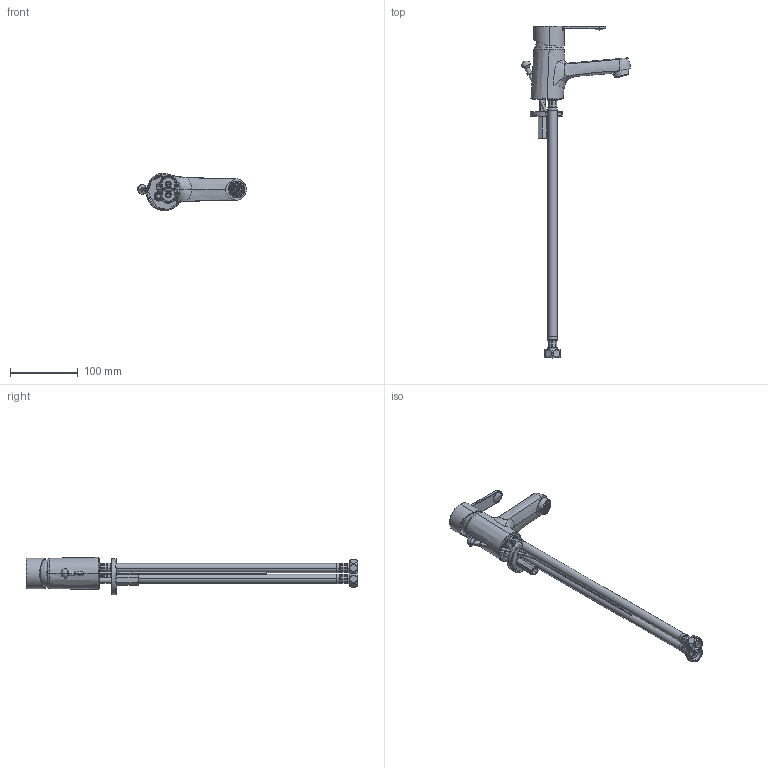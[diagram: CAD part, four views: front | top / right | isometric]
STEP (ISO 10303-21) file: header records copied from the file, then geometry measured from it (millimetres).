
FILE_DESCRIPTION((''),'2;1');
FILE_NAME('SIMPLE_SINGLE_HOLE_SHORT_MOUTH_ASM','2018-08-16T',('10114256'),(''),'CREO PARAMETRIC BY PTC INC, 2014440','CREO PARAMETRIC BY PTC INC, 2014440','');
FILE_SCHEMA(('CONFIG_CONTROL_DESIGN'));
Products named in the file (26): 1580027550; 158B950189_BODY; 158B950189_PIVOT; 158B950189_O-RING; 158B950189_WASHER; 158B950189_ASM; 1581020150; 1585000399; 1581171499; 1585001899_ASM; 1580660099; 1580743950; 1581650350; 158A917376; 1580960444; HANDLE_ASSEM_ASM; 1595396550; 1591724099; 158A911942; 158A923271; 1580660999; FIXED_ASM; 1581182599; 1582004899; 1582004799; SIMPLE_SINGLE_HOLE_SHORT_MOUTH_ASM
Assembly tree (26 placements, depth 3):
  SIMPLE_SINGLE_HOLE_SHORT_MOUTH_ASM
    1580027550
    158B950189_ASM
      158B950189_BODY
      158B950189_PIVOT
      158B950189_O-RING
      158B950189_WASHER  x2
    1585001899_ASM
      1581020150
      1585000399
      1581171499
    1580660099
    1580743950
    HANDLE_ASSEM_ASM
      1581650350
      158A917376
      1580960444
    1595396550
    FIXED_ASM
      1591724099
      158A911942
      158A923271
      1580660999
    1581182599
    1582004899
    1582004799
Bounding box: 160.59 x 490.3 x 55.1 mm (x, y, z)
Volume: 253411.3 mm3; surface area: 155677.8 mm2
Topology: 24 solids, 25 shells, 1822 faces, 4667 edges, 2935 vertices
Faces by surface type: plane 1037, cylinder 384, bspline 143, cone 119, torus 116, sphere 23
Entity records: 67513 total; most frequent: CARTESIAN_POINT 23468, ORIENTED_EDGE 9238, DIRECTION 8904, EDGE_CURVE 4619, AXIS2_PLACEMENT_3D 3046, VERTEX_POINT 2919, VECTOR 2812, LINE 2812
